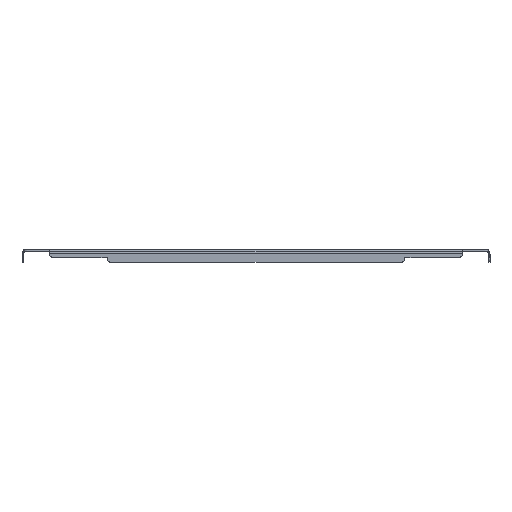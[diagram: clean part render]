
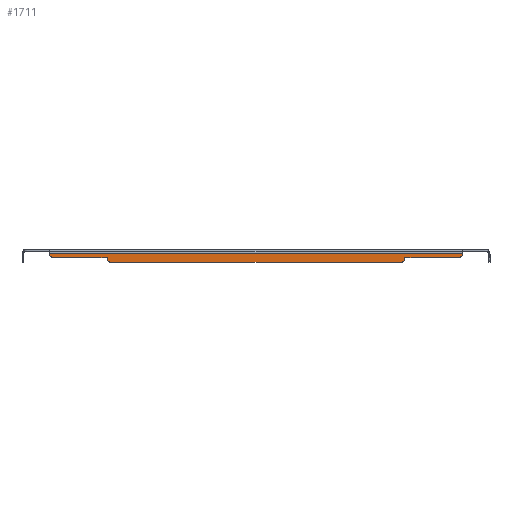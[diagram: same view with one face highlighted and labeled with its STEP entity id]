
A CAD part, front view. The second image highlights one B-rep face of the part: STEP entity #1711.
In plain terms, the highlighted planar face has unit normal (0, -1, 0).
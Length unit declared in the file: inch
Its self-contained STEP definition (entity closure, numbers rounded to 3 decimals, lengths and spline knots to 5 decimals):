
#71 = DIRECTION ( 'NONE',  ( 0., -1., 0. ) ) ;
#105 = ORIENTED_EDGE ( 'NONE', *, *, #3872, .T. ) ;
#124 = LINE ( 'NONE', #1434, #2229 ) ;
#142 = VERTEX_POINT ( 'NONE', #3954 ) ;
#159 = VERTEX_POINT ( 'NONE', #393 ) ;
#236 = EDGE_CURVE ( 'NONE', #4201, #3144, #1963, .T. ) ;
#256 = CARTESIAN_POINT ( 'NONE',  ( -16.71875, -38.96875, -0.5625 ) ) ;
#274 = PLANE ( 'NONE',  #2029 ) ;
#295 = DIRECTION ( 'NONE',  ( 0., 0., -1. ) ) ;
#328 = CARTESIAN_POINT ( 'NONE',  ( -16.71875, -38.96875, -0.875 ) ) ;
#344 = CARTESIAN_POINT ( 'NONE',  ( 10.71875, -38.96875, -0.5625 ) ) ;
#377 = ORIENTED_EDGE ( 'NONE', *, *, #900, .F. ) ;
#383 = CARTESIAN_POINT ( 'NONE',  ( 14.84375, -38.96875, -0.237 ) ) ;
#393 = CARTESIAN_POINT ( 'NONE',  ( -10.71875, -38.96875, -0.625 ) ) ;
#425 = CARTESIAN_POINT ( 'NONE',  ( -10.46875, -38.96875, -0.875 ) ) ;
#433 = AXIS2_PLACEMENT_3D ( 'NONE', #2488, #1740, #1764 ) ;
#483 = DIRECTION ( 'NONE',  ( 0., -1., 0. ) ) ;
#520 = VERTEX_POINT ( 'NONE', #344 ) ;
#560 = ORIENTED_EDGE ( 'NONE', *, *, #3310, .T. ) ;
#570 = LINE ( 'NONE', #3188, #726 ) ;
#672 = VERTEX_POINT ( 'NONE', #3680 ) ;
#684 = EDGE_LOOP ( 'NONE', ( #2040, #560, #2643, #3593, #1406, #1858, #1551, #1806, #861, #4146, #105, #377 ) ) ;
#726 = VECTOR ( 'NONE', #2857, 39.37008 ) ;
#788 = DIRECTION ( 'NONE',  ( 0., 0., -1. ) ) ;
#840 = VECTOR ( 'NONE', #3414, 39.37008 ) ;
#861 = ORIENTED_EDGE ( 'NONE', *, *, #1437, .T. ) ;
#900 = EDGE_CURVE ( 'NONE', #520, #2730, #2252, .T. ) ;
#926 = AXIS2_PLACEMENT_3D ( 'NONE', #2562, #2923, #3802 ) ;
#947 = LINE ( 'NONE', #2194, #1130 ) ;
#1054 = EDGE_CURVE ( 'NONE', #3341, #3350, #3133, .T. ) ;
#1056 = DIRECTION ( 'NONE',  ( 0., 0., -1. ) ) ;
#1130 = VECTOR ( 'NONE', #3159, 39.37008 ) ;
#1169 = VECTOR ( 'NONE', #2833, 39.37008 ) ;
#1228 = CARTESIAN_POINT ( 'NONE',  ( -14.84375, -38.96875, -0.237 ) ) ;
#1278 = LINE ( 'NONE', #2573, #1169 ) ;
#1358 = LINE ( 'NONE', #1593, #3908 ) ;
#1406 = ORIENTED_EDGE ( 'NONE', *, *, #2330, .T. ) ;
#1411 = CARTESIAN_POINT ( 'NONE',  ( -10.46875, -38.96875, -0.625 ) ) ;
#1434 = CARTESIAN_POINT ( 'NONE',  ( 14.84375, -38.96875, 0. ) ) ;
#1437 = EDGE_CURVE ( 'NONE', #159, #4201, #3660, .T. ) ;
#1456 = VERTEX_POINT ( 'NONE', #383 ) ;
#1516 = CARTESIAN_POINT ( 'NONE',  ( 10.71875, -38.96875, -0.625 ) ) ;
#1551 = ORIENTED_EDGE ( 'NONE', *, *, #4004, .T. ) ;
#1589 = DIRECTION ( 'NONE',  ( 0., -1., 0. ) ) ;
#1593 = CARTESIAN_POINT ( 'NONE',  ( -16.71875, -38.96875, -0.5625 ) ) ;
#1606 = LINE ( 'NONE', #256, #1944 ) ;
#1610 = DIRECTION ( 'NONE',  ( 1., 0., 0. ) ) ;
#1670 = CARTESIAN_POINT ( 'NONE',  ( 10.71875, -38.96875, -0.71875 ) ) ;
#1711 = ADVANCED_FACE ( 'NONE', ( #1951 ), #274, .T. ) ;
#1740 = DIRECTION ( 'NONE',  ( 0., -1., 0. ) ) ;
#1759 = CARTESIAN_POINT ( 'NONE',  ( 10.46875, -38.96875, -0.875 ) ) ;
#1764 = DIRECTION ( 'NONE',  ( 0., 0., -1. ) ) ;
#1806 = ORIENTED_EDGE ( 'NONE', *, *, #4009, .T. ) ;
#1858 = ORIENTED_EDGE ( 'NONE', *, *, #1054, .T. ) ;
#1944 = VECTOR ( 'NONE', #3861, 39.37008 ) ;
#1951 = FACE_OUTER_BOUND ( 'NONE', #684, .T. ) ;
#1963 = LINE ( 'NONE', #328, #840 ) ;
#2029 = AXIS2_PLACEMENT_3D ( 'NONE', #2826, #1589, #295 ) ;
#2037 = CARTESIAN_POINT ( 'NONE',  ( -14.59375, -38.96875, -0.3125 ) ) ;
#2040 = ORIENTED_EDGE ( 'NONE', *, *, #2937, .T. ) ;
#2194 = CARTESIAN_POINT ( 'NONE',  ( -10.71875, -38.96875, -0.71875 ) ) ;
#2229 = VECTOR ( 'NONE', #3852, 39.37008 ) ;
#2234 = AXIS2_PLACEMENT_3D ( 'NONE', #1411, #483, #788 ) ;
#2252 = LINE ( 'NONE', #1670, #3607 ) ;
#2309 = EDGE_CURVE ( 'NONE', #672, #1456, #124, .T. ) ;
#2330 = EDGE_CURVE ( 'NONE', #2424, #3341, #570, .T. ) ;
#2424 = VERTEX_POINT ( 'NONE', #1228 ) ;
#2488 = CARTESIAN_POINT ( 'NONE',  ( 10.46875, -38.96875, -0.625 ) ) ;
#2562 = CARTESIAN_POINT ( 'NONE',  ( 14.59375, -38.96875, -0.3125 ) ) ;
#2573 = CARTESIAN_POINT ( 'NONE',  ( 14.84375, -38.96875, -0.237 ) ) ;
#2643 = ORIENTED_EDGE ( 'NONE', *, *, #2309, .T. ) ;
#2730 = VERTEX_POINT ( 'NONE', #1516 ) ;
#2764 = CIRCLE ( 'NONE', #926, 0.25 ) ;
#2826 = CARTESIAN_POINT ( 'NONE',  ( -16.71875, -38.96875, 0. ) ) ;
#2833 = DIRECTION ( 'NONE',  ( 1., 0., 0. ) ) ;
#2857 = DIRECTION ( 'NONE',  ( 0., 0., -1. ) ) ;
#2923 = DIRECTION ( 'NONE',  ( 0., -1., 0. ) ) ;
#2937 = EDGE_CURVE ( 'NONE', #520, #3854, #1358, .T. ) ;
#2985 = AXIS2_PLACEMENT_3D ( 'NONE', #2037, #71, #1056 ) ;
#3133 = CIRCLE ( 'NONE', #2985, 0.25 ) ;
#3144 = VERTEX_POINT ( 'NONE', #1759 ) ;
#3159 = DIRECTION ( 'NONE',  ( 0., 0., -1. ) ) ;
#3188 = CARTESIAN_POINT ( 'NONE',  ( -14.84375, -38.96875, 0. ) ) ;
#3310 = EDGE_CURVE ( 'NONE', #3854, #672, #2764, .T. ) ;
#3341 = VERTEX_POINT ( 'NONE', #3839 ) ;
#3350 = VERTEX_POINT ( 'NONE', #3504 ) ;
#3359 = CARTESIAN_POINT ( 'NONE',  ( 14.59375, -38.96875, -0.5625 ) ) ;
#3414 = DIRECTION ( 'NONE',  ( 1., 0., 0. ) ) ;
#3504 = CARTESIAN_POINT ( 'NONE',  ( -14.59375, -38.96875, -0.5625 ) ) ;
#3512 = CIRCLE ( 'NONE', #433, 0.25 ) ;
#3593 = ORIENTED_EDGE ( 'NONE', *, *, #3677, .F. ) ;
#3607 = VECTOR ( 'NONE', #3922, 39.37008 ) ;
#3660 = CIRCLE ( 'NONE', #2234, 0.25 ) ;
#3677 = EDGE_CURVE ( 'NONE', #2424, #1456, #1278, .T. ) ;
#3680 = CARTESIAN_POINT ( 'NONE',  ( 14.84375, -38.96875, -0.3125 ) ) ;
#3802 = DIRECTION ( 'NONE',  ( 0., 0., -1. ) ) ;
#3839 = CARTESIAN_POINT ( 'NONE',  ( -14.84375, -38.96875, -0.3125 ) ) ;
#3852 = DIRECTION ( 'NONE',  ( 0., 0., 1. ) ) ;
#3854 = VERTEX_POINT ( 'NONE', #3359 ) ;
#3861 = DIRECTION ( 'NONE',  ( 1., 0., 0. ) ) ;
#3872 = EDGE_CURVE ( 'NONE', #3144, #2730, #3512, .T. ) ;
#3908 = VECTOR ( 'NONE', #1610, 39.37008 ) ;
#3922 = DIRECTION ( 'NONE',  ( 0., 0., -1. ) ) ;
#3954 = CARTESIAN_POINT ( 'NONE',  ( -10.71875, -38.96875, -0.5625 ) ) ;
#4004 = EDGE_CURVE ( 'NONE', #3350, #142, #1606, .T. ) ;
#4009 = EDGE_CURVE ( 'NONE', #142, #159, #947, .T. ) ;
#4146 = ORIENTED_EDGE ( 'NONE', *, *, #236, .T. ) ;
#4201 = VERTEX_POINT ( 'NONE', #425 ) ;
